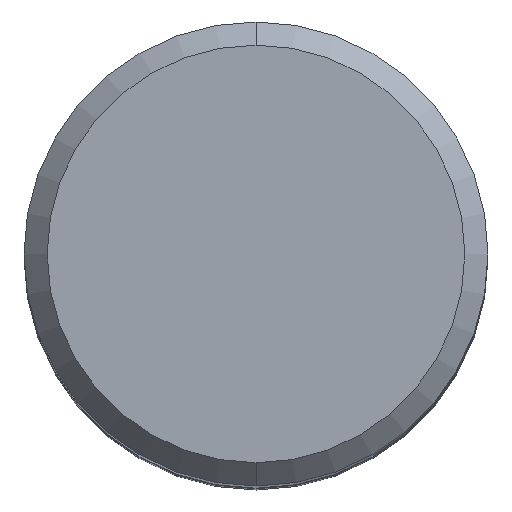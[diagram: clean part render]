
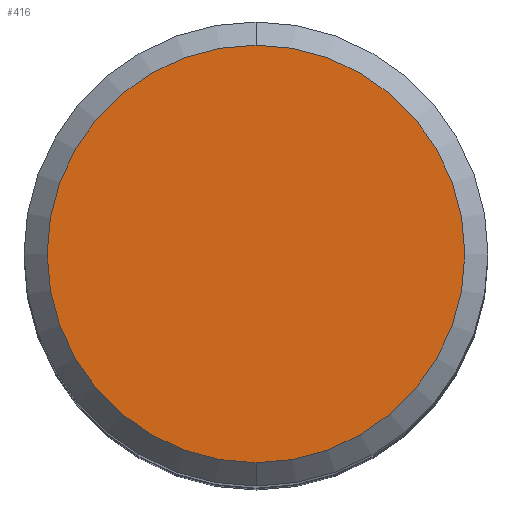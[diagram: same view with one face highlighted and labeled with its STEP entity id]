
A CAD part, top view. The second image highlights one B-rep face of the part: STEP entity #416.
In plain terms, the highlighted planar face has unit normal (0, 0, 1).
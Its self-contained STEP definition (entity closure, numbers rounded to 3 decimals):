
#346=VERTEX_POINT('',#713);
#354=EDGE_CURVE('',#438,#346,#721,.T.);
#416=ADVANCED_FACE('',(#791),#792,.T.);
#438=VERTEX_POINT('',#818);
#504=EDGE_CURVE('',#346,#438,#889,.T.);
#713=CARTESIAN_POINT('',(0.0,9.0,0.0));
#721=CIRCLE('',#1380,9.0);
#791=FACE_OUTER_BOUND('',#1512,.T.);
#792=PLANE('',#1513);
#818=CARTESIAN_POINT('',(0.,-9.0,0.0));
#889=CIRCLE('',#1755,9.0);
#1380=AXIS2_PLACEMENT_3D('',#1980,#1981,#1982);
#1512=EDGE_LOOP('',(#2066,#2067));
#1513=AXIS2_PLACEMENT_3D('',#2068,#2069,#2070);
#1755=AXIS2_PLACEMENT_3D('',#2168,#2169,#2170);
#1980=CARTESIAN_POINT('',(0.0,0.0,0.0));
#1981=DIRECTION('',(0.0,0.0,-1.0));
#1982=DIRECTION('',(0.0,1.0,0.0));
#2066=ORIENTED_EDGE('',*,*,#504,.F.);
#2067=ORIENTED_EDGE('',*,*,#354,.F.);
#2068=CARTESIAN_POINT('',(0.0,4.5,0.0));
#2069=DIRECTION('',(-0.0,0.0,1.0));
#2070=DIRECTION('',(0.0,-1.0,0.0));
#2168=CARTESIAN_POINT('',(0.0,0.0,0.0));
#2169=DIRECTION('',(0.0,0.0,-1.0));
#2170=DIRECTION('',(0.0,1.0,0.0));
